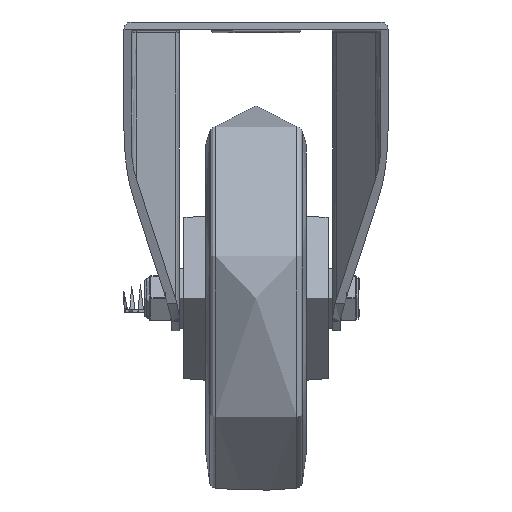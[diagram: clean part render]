
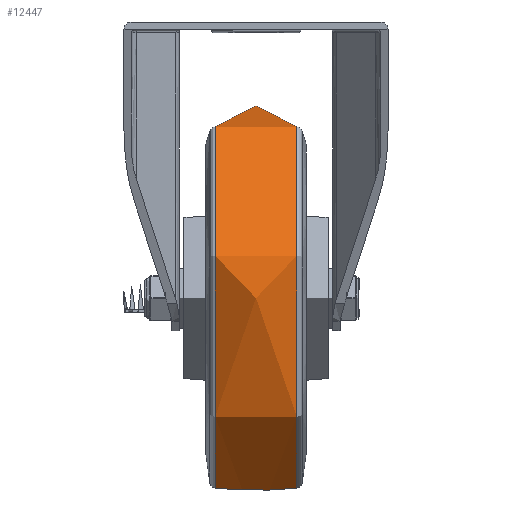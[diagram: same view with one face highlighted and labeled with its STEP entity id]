
A CAD part, left-side view. The second image highlights one B-rep face of the part: STEP entity #12447.
In plain terms, the highlighted free-form (B-spline) face has degree [2, 2] with [3, 9] control points.
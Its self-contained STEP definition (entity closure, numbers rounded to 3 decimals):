
#63=(
BOUNDED_SURFACE()
B_SPLINE_SURFACE(2,2,((#18846,#18847,#18848,#18849,#18850,#18851,#18852,
#18853,#18854),(#18855,#18856,#18857,#18858,#18859,#18860,#18861,#18862,
#18863),(#18864,#18865,#18866,#18867,#18868,#18869,#18870,#18871,#18872)),
 .UNSPECIFIED.,.F.,.T.,.F.)
B_SPLINE_SURFACE_WITH_KNOTS((3,3),(3,2,2,2,3),(-0.094,0.094),
(-3.142,-1.571,0.,1.571,3.142),
 .UNSPECIFIED.)
GEOMETRIC_REPRESENTATION_ITEM()
RATIONAL_B_SPLINE_SURFACE(((1.,0.707,1.,0.707,1.,
0.707,1.,0.707,1.),(0.996,0.704,
0.996,0.704,0.996,0.704,
0.996,0.704,0.996),(1.,0.707,
1.,0.707,1.,0.707,1.,0.707,1.)))
REPRESENTATION_ITEM('')
SURFACE()
);
#3492=FACE_OUTER_BOUND('',#4267,.T.);
#4267=EDGE_LOOP('',(#9351,#9352,#9353,#9354));
#5118=CIRCLE('',#13517,79.199);
#5119=CIRCLE('',#13518,181.);
#5120=CIRCLE('',#13519,79.199);
#5732=VERTEX_POINT('',#18873);
#5733=VERTEX_POINT('',#18875);
#7099=EDGE_CURVE('',#5732,#5732,#5118,.T.);
#7100=EDGE_CURVE('',#5732,#5733,#5119,.T.);
#7101=EDGE_CURVE('',#5733,#5733,#5120,.T.);
#9351=ORIENTED_EDGE('',*,*,#7099,.F.);
#9352=ORIENTED_EDGE('',*,*,#7100,.T.);
#9353=ORIENTED_EDGE('',*,*,#7101,.F.);
#9354=ORIENTED_EDGE('',*,*,#7100,.F.);
#12447=ADVANCED_FACE('',(#3492),#63,.F.);
#13517=AXIS2_PLACEMENT_3D('',#18874,#15185,#15186);
#13518=AXIS2_PLACEMENT_3D('',#18876,#15187,#15188);
#13519=AXIS2_PLACEMENT_3D('',#18877,#15189,#15190);
#15185=DIRECTION('center_axis',(0.,1.,0.));
#15186=DIRECTION('ref_axis',(0.,0.,
-1.));
#15187=DIRECTION('center_axis',(-1.,0.,0.));
#15188=DIRECTION('ref_axis',(0.,0.,
-1.));
#15189=DIRECTION('center_axis',(0.,-1.,0.));
#15190=DIRECTION('ref_axis',(0.,0.,
-1.));
#18846=CARTESIAN_POINT('Ctrl Pts',(0.,-17.014,
-79.199));
#18847=CARTESIAN_POINT('Ctrl Pts',(-79.199,-17.014,
-79.199));
#18848=CARTESIAN_POINT('Ctrl Pts',(-79.199,-17.014,
0.));
#18849=CARTESIAN_POINT('Ctrl Pts',(-79.199,-17.014,
79.199));
#18850=CARTESIAN_POINT('Ctrl Pts',(0.,-17.014,
79.199));
#18851=CARTESIAN_POINT('Ctrl Pts',(79.199,-17.014,79.199));
#18852=CARTESIAN_POINT('Ctrl Pts',(79.199,-17.014,0.));
#18853=CARTESIAN_POINT('Ctrl Pts',(79.199,-17.014,-79.199));
#18854=CARTESIAN_POINT('Ctrl Pts',(0.,-17.014,
-79.199));
#18855=CARTESIAN_POINT('Ctrl Pts',(0.,0.,
-80.805));
#18856=CARTESIAN_POINT('Ctrl Pts',(-80.805,0.,
-80.805));
#18857=CARTESIAN_POINT('Ctrl Pts',(-80.805,0.,
0.));
#18858=CARTESIAN_POINT('Ctrl Pts',(-80.805,0.,
80.805));
#18859=CARTESIAN_POINT('Ctrl Pts',(0.,0.,
80.805));
#18860=CARTESIAN_POINT('Ctrl Pts',(80.805,0.,
80.805));
#18861=CARTESIAN_POINT('Ctrl Pts',(80.805,0.,
0.));
#18862=CARTESIAN_POINT('Ctrl Pts',(80.805,0.,
-80.805));
#18863=CARTESIAN_POINT('Ctrl Pts',(0.,0.,
-80.805));
#18864=CARTESIAN_POINT('Ctrl Pts',(0.,17.014,
-79.199));
#18865=CARTESIAN_POINT('Ctrl Pts',(-79.199,17.014,-79.199));
#18866=CARTESIAN_POINT('Ctrl Pts',(-79.199,17.014,0.));
#18867=CARTESIAN_POINT('Ctrl Pts',(-79.199,17.014,79.199));
#18868=CARTESIAN_POINT('Ctrl Pts',(0.,17.014,
79.199));
#18869=CARTESIAN_POINT('Ctrl Pts',(79.199,17.014,79.199));
#18870=CARTESIAN_POINT('Ctrl Pts',(79.199,17.014,0.));
#18871=CARTESIAN_POINT('Ctrl Pts',(79.199,17.014,-79.199));
#18872=CARTESIAN_POINT('Ctrl Pts',(0.,17.014,
-79.199));
#18873=CARTESIAN_POINT('',(0.,17.014,-79.199));
#18874=CARTESIAN_POINT('Origin',(0.,17.014,
0.));
#18875=CARTESIAN_POINT('',(0.,-17.014,-79.199));
#18876=CARTESIAN_POINT('Origin',(0.,0.,
101.));
#18877=CARTESIAN_POINT('Origin',(0.,-17.014,
0.));
